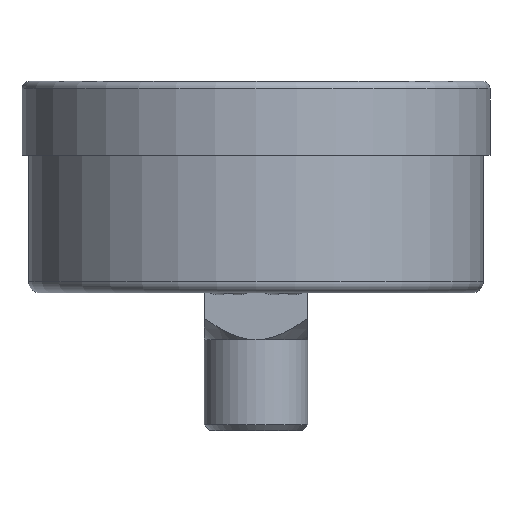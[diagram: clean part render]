
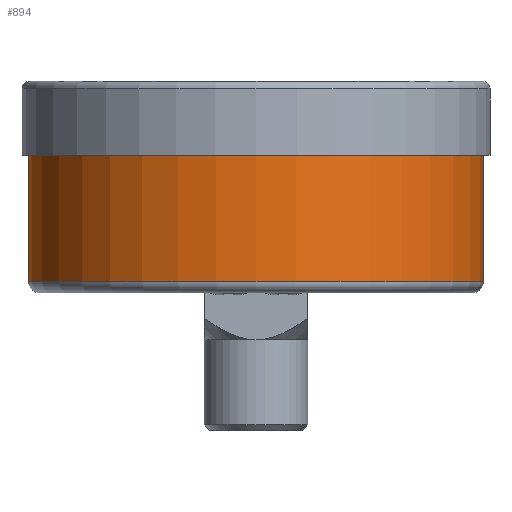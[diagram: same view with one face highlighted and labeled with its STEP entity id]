
A CAD part, front view. The second image highlights one B-rep face of the part: STEP entity #894.
In plain terms, the highlighted cylindrical face has radius 30.747 mm (diameter 61.493 mm), a full revolution.
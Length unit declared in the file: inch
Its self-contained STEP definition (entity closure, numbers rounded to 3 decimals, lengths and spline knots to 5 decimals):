
#123 = FACE_OUTER_BOUND ( 'NONE', #9277, .T. ) ;
#471 = VERTEX_POINT ( 'NONE', #7499 ) ;
#525 = EDGE_CURVE ( 'NONE', #6736, #6736, #5354, .T. ) ;
#586 = DIRECTION ( 'NONE',  ( 1., 0., 0. ) ) ;
#894 = ADVANCED_FACE ( 'NONE', ( #123, #2517 ), #2954, .T. ) ;
#2370 = DIRECTION ( 'NONE',  ( 0., 0., -1. ) ) ;
#2517 = FACE_OUTER_BOUND ( 'NONE', #9038, .T. ) ;
#2954 = CYLINDRICAL_SURFACE ( 'NONE', #4360, 1.2105 ) ;
#2985 = DIRECTION ( 'NONE',  ( 1., 0., 0. ) ) ;
#3687 = ORIENTED_EDGE ( 'NONE', *, *, #8165, .T. ) ;
#4360 = AXIS2_PLACEMENT_3D ( 'NONE', #4847, #6420, #9601 ) ;
#4847 = CARTESIAN_POINT ( 'NONE',  ( 0., 0., -1.125 ) ) ;
#5148 = CARTESIAN_POINT ( 'NONE',  ( 1.2105, 0., -0.394 ) ) ;
#5263 = AXIS2_PLACEMENT_3D ( 'NONE', #10117, #5356, #2985 ) ;
#5354 = CIRCLE ( 'NONE', #8859, 1.2105 ) ;
#5356 = DIRECTION ( 'NONE',  ( 0., 0., 1. ) ) ;
#6420 = DIRECTION ( 'NONE',  ( 0., 0., 1. ) ) ;
#6614 = CIRCLE ( 'NONE', #5263, 1.2105 ) ;
#6736 = VERTEX_POINT ( 'NONE', #5148 ) ;
#7499 = CARTESIAN_POINT ( 'NONE',  ( 1.2105, 0., -1.065 ) ) ;
#8165 = EDGE_CURVE ( 'NONE', #471, #471, #6614, .T. ) ;
#8859 = AXIS2_PLACEMENT_3D ( 'NONE', #9329, #2370, #586 ) ;
#9038 = EDGE_LOOP ( 'NONE', ( #9637 ) ) ;
#9277 = EDGE_LOOP ( 'NONE', ( #3687 ) ) ;
#9329 = CARTESIAN_POINT ( 'NONE',  ( 0., 0., -0.394 ) ) ;
#9601 = DIRECTION ( 'NONE',  ( 1., 0., 0. ) ) ;
#9637 = ORIENTED_EDGE ( 'NONE', *, *, #525, .T. ) ;
#10117 = CARTESIAN_POINT ( 'NONE',  ( 0., 0., -1.065 ) ) ;
